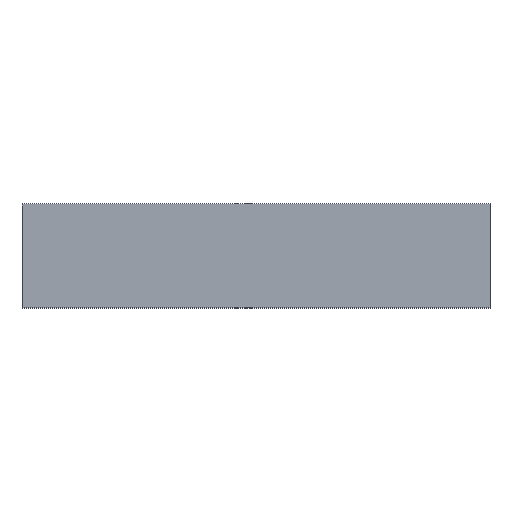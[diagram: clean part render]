
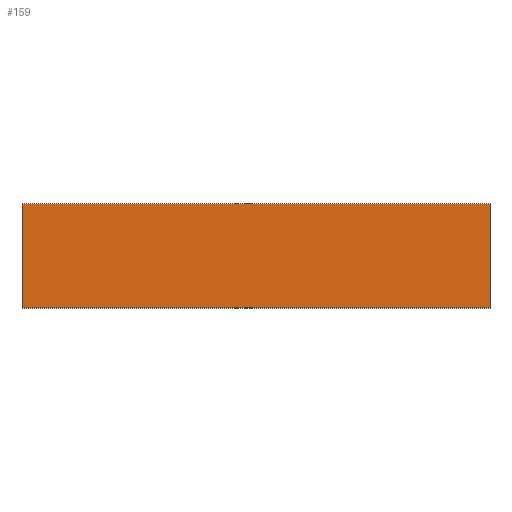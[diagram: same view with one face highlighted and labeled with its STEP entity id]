
A CAD part, top view. The second image highlights one B-rep face of the part: STEP entity #159.
In plain terms, the highlighted planar face has unit normal (0, 0, 1).
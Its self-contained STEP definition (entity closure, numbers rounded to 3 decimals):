
#3 = VERTEX_POINT ( 'NONE', #7 ) ;
#4 = LINE ( 'NONE', #14, #162 ) ;
#7 = CARTESIAN_POINT ( 'NONE',  ( 22.5, -5., 1.5 ) ) ;
#8 = LINE ( 'NONE', #169, #21 ) ;
#13 = ORIENTED_EDGE ( 'NONE', *, *, #188, .T. ) ;
#14 = CARTESIAN_POINT ( 'NONE',  ( -22.5, -5., 1.5 ) ) ;
#16 = CARTESIAN_POINT ( 'NONE',  ( 22.5, 5., 1.5 ) ) ;
#19 = ORIENTED_EDGE ( 'NONE', *, *, #27, .T. ) ;
#21 = VECTOR ( 'NONE', #150, 1000. ) ;
#27 = EDGE_CURVE ( 'NONE', #3, #148, #66, .T. ) ;
#28 = VERTEX_POINT ( 'NONE', #161 ) ;
#31 = PLANE ( 'NONE',  #89 ) ;
#32 = DIRECTION ( 'NONE',  ( 0., 0., -1. ) ) ;
#37 = VECTOR ( 'NONE', #70, 1000. ) ;
#41 = CARTESIAN_POINT ( 'NONE',  ( 22.5, -5., 1.5 ) ) ;
#48 = DIRECTION ( 'NONE',  ( 0., -1., 0. ) ) ;
#54 = EDGE_LOOP ( 'NONE', ( #19, #125, #157, #13 ) ) ;
#65 = CARTESIAN_POINT ( 'NONE',  ( 22.5, 5., 1.5 ) ) ;
#66 = LINE ( 'NONE', #41, #37 ) ;
#70 = DIRECTION ( 'NONE',  ( 0., 1., 0. ) ) ;
#84 = CARTESIAN_POINT ( 'NONE',  ( -22.5, -5., 1.5 ) ) ;
#89 = AXIS2_PLACEMENT_3D ( 'NONE', #16, #32, #90 ) ;
#90 = DIRECTION ( 'NONE',  ( -1., 0., 0. ) ) ;
#97 = VERTEX_POINT ( 'NONE', #137 ) ;
#125 = ORIENTED_EDGE ( 'NONE', *, *, #154, .T. ) ;
#137 = CARTESIAN_POINT ( 'NONE',  ( -22.5, -5., 1.5 ) ) ;
#141 = FACE_OUTER_BOUND ( 'NONE', #54, .T. ) ;
#148 = VERTEX_POINT ( 'NONE', #65 ) ;
#150 = DIRECTION ( 'NONE',  ( -1., 0., 0. ) ) ;
#151 = VECTOR ( 'NONE', #152, 1000. ) ;
#152 = DIRECTION ( 'NONE',  ( 1., 0., 0. ) ) ;
#154 = EDGE_CURVE ( 'NONE', #148, #28, #8, .T. ) ;
#157 = ORIENTED_EDGE ( 'NONE', *, *, #166, .T. ) ;
#159 = ADVANCED_FACE ( 'NONE', ( #141 ), #31, .F. ) ;
#161 = CARTESIAN_POINT ( 'NONE',  ( -22.5, 5., 1.5 ) ) ;
#162 = VECTOR ( 'NONE', #48, 1000. ) ;
#166 = EDGE_CURVE ( 'NONE', #28, #97, #4, .T. ) ;
#169 = CARTESIAN_POINT ( 'NONE',  ( -22.5, 5., 1.5 ) ) ;
#188 = EDGE_CURVE ( 'NONE', #97, #3, #190, .T. ) ;
#190 = LINE ( 'NONE', #84, #151 ) ;
